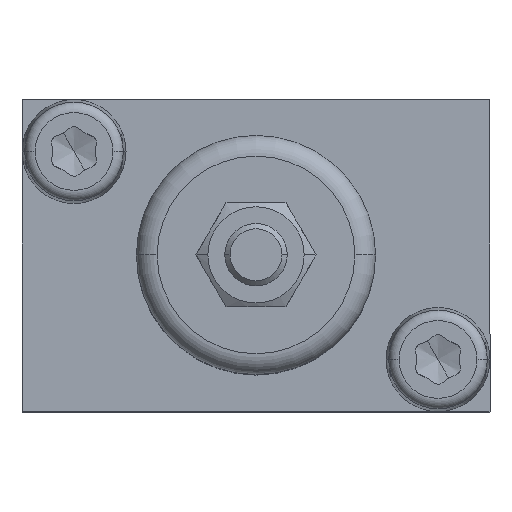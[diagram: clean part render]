
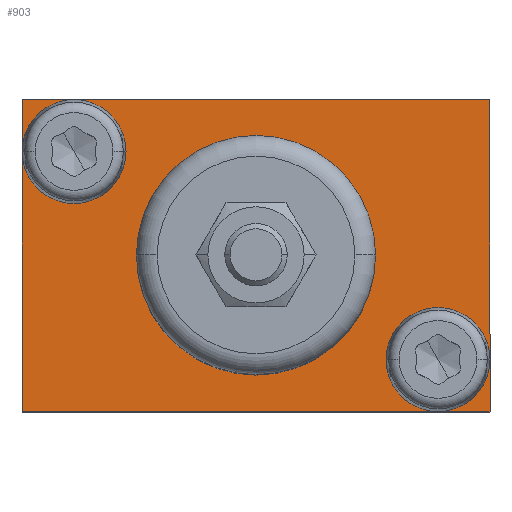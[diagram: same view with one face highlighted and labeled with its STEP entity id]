
A CAD part, top view. The second image highlights one B-rep face of the part: STEP entity #903.
In plain terms, the highlighted planar face has unit normal (0, 0, 1).
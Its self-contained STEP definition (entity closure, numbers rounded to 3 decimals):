
#190 = VECTOR ( 'NONE', #1768, 1000. ) ;
#191 = CIRCLE ( 'NONE', #1545, 11.5 ) ;
#195 = LINE ( 'NONE', #1801, #190 ) ;
#212 = VECTOR ( 'NONE', #2111, 1000. ) ;
#213 = CIRCLE ( 'NONE', #1555, 3.4 ) ;
#214 = VECTOR ( 'NONE', #2122, 1000. ) ;
#215 = LINE ( 'NONE', #2118, #212 ) ;
#216 = VECTOR ( 'NONE', #2393, 1000. ) ;
#218 = LINE ( 'NONE', #2391, #216 ) ;
#220 = LINE ( 'NONE', #2386, #214 ) ;
#222 = CIRCLE ( 'NONE', #1559, 3.4 ) ;
#237 = CIRCLE ( 'NONE', #1564, 3.4 ) ;
#245 = CIRCLE ( 'NONE', #1567, 11.5 ) ;
#247 = CIRCLE ( 'NONE', #1569, 3.4 ) ;
#343 = FACE_OUTER_BOUND ( 'NONE', #2841, .T. ) ;
#347 = FACE_BOUND ( 'NONE', #2859, .T. ) ;
#349 = FACE_BOUND ( 'NONE', #2857, .T. ) ;
#352 = FACE_BOUND ( 'NONE', #2858, .T. ) ;
#903 = ADVANCED_FACE ( 'NONE', ( #352, #343, #347, #349 ), #2596, .T. ) ;
#1248 = ORIENTED_EDGE ( 'NONE', *, *, #1617, .T. ) ;
#1250 = ORIENTED_EDGE ( 'NONE', *, *, #1576, .F. ) ;
#1254 = ORIENTED_EDGE ( 'NONE', *, *, #1462, .F. ) ;
#1275 = ORIENTED_EDGE ( 'NONE', *, *, #1507, .F. ) ;
#1284 = ORIENTED_EDGE ( 'NONE', *, *, #1574, .T. ) ;
#1287 = ORIENTED_EDGE ( 'NONE', *, *, #1558, .F. ) ;
#1288 = ORIENTED_EDGE ( 'NONE', *, *, #1565, .T. ) ;
#1289 = ORIENTED_EDGE ( 'NONE', *, *, #1573, .T. ) ;
#1327 = VERTEX_POINT ( 'NONE', #2336 ) ;
#1336 = VERTEX_POINT ( 'NONE', #2395 ) ;
#1337 = VERTEX_POINT ( 'NONE', #2394 ) ;
#1338 = VERTEX_POINT ( 'NONE', #2409 ) ;
#1342 = VERTEX_POINT ( 'NONE', #2403 ) ;
#1352 = VERTEX_POINT ( 'NONE', #2414 ) ;
#1353 = VERTEX_POINT ( 'NONE', #2415 ) ;
#1354 = VERTEX_POINT ( 'NONE', #2419 ) ;
#1356 = VERTEX_POINT ( 'NONE', #2433 ) ;
#1366 = VERTEX_POINT ( 'NONE', #2297 ) ;
#1370 = ORIENTED_EDGE ( 'NONE', *, *, #1622, .F. ) ;
#1462 = EDGE_CURVE ( 'NONE', #1366, #1352, #247, .T. ) ;
#1466 = EDGE_CURVE ( 'NONE', #1327, #1354, #245, .T. ) ;
#1507 = EDGE_CURVE ( 'NONE', #1338, #1356, #237, .T. ) ;
#1545 = AXIS2_PLACEMENT_3D ( 'NONE', #2368, #2427, #2417 ) ;
#1555 = AXIS2_PLACEMENT_3D ( 'NONE', #2097, #2461, #2459 ) ;
#1558 = EDGE_CURVE ( 'NONE', #1352, #1366, #222, .T. ) ;
#1559 = AXIS2_PLACEMENT_3D ( 'NONE', #1797, #2133, #2131 ) ;
#1564 = AXIS2_PLACEMENT_3D ( 'NONE', #1778, #1747, #1755 ) ;
#1565 = EDGE_CURVE ( 'NONE', #1353, #1342, #218, .T. ) ;
#1567 = AXIS2_PLACEMENT_3D ( 'NONE', #2301, #2311, #2372 ) ;
#1569 = AXIS2_PLACEMENT_3D ( 'NONE', #2094, #2463, #2467 ) ;
#1573 = EDGE_CURVE ( 'NONE', #1342, #1337, #220, .T. ) ;
#1574 = EDGE_CURVE ( 'NONE', #1337, #1336, #215, .T. ) ;
#1576 = EDGE_CURVE ( 'NONE', #1356, #1338, #213, .T. ) ;
#1617 = EDGE_CURVE ( 'NONE', #1336, #1353, #195, .T. ) ;
#1622 = EDGE_CURVE ( 'NONE', #1354, #1327, #191, .T. ) ;
#1654 = AXIS2_PLACEMENT_3D ( 'NONE', #2598, #2601, #2595 ) ;
#1747 = DIRECTION ( 'NONE',  ( 0., 0., 1. ) ) ;
#1755 = DIRECTION ( 'NONE',  ( 1., 0., 0. ) ) ;
#1768 = DIRECTION ( 'NONE',  ( 1., 0., 0. ) ) ;
#1778 = CARTESIAN_POINT ( 'NONE',  ( -17.5, 10., 6. ) ) ;
#1797 = CARTESIAN_POINT ( 'NONE',  ( 17.5, -10., 6. ) ) ;
#1801 = CARTESIAN_POINT ( 'NONE',  ( -22.5, -15., 6. ) ) ;
#2094 = CARTESIAN_POINT ( 'NONE',  ( 17.5, -10., 6. ) ) ;
#2097 = CARTESIAN_POINT ( 'NONE',  ( -17.5, 10., 6. ) ) ;
#2111 = DIRECTION ( 'NONE',  ( 0., -1., 0. ) ) ;
#2118 = CARTESIAN_POINT ( 'NONE',  ( -22.5, 15., 6. ) ) ;
#2122 = DIRECTION ( 'NONE',  ( -1., 0., 0. ) ) ;
#2131 = DIRECTION ( 'NONE',  ( 1., 0., 0. ) ) ;
#2133 = DIRECTION ( 'NONE',  ( 0., 0., 1. ) ) ;
#2297 = CARTESIAN_POINT ( 'NONE',  ( 14.1, -10., 6. ) ) ;
#2301 = CARTESIAN_POINT ( 'NONE',  ( 0., 0., 6. ) ) ;
#2311 = DIRECTION ( 'NONE',  ( 0., 0., 1. ) ) ;
#2336 = CARTESIAN_POINT ( 'NONE',  ( 11.5, 0., 6. ) ) ;
#2368 = CARTESIAN_POINT ( 'NONE',  ( 0., 0., 6. ) ) ;
#2372 = DIRECTION ( 'NONE',  ( 1., 0., 0. ) ) ;
#2386 = CARTESIAN_POINT ( 'NONE',  ( -22.5, 15., 6. ) ) ;
#2391 = CARTESIAN_POINT ( 'NONE',  ( 22.5, 15., 6. ) ) ;
#2393 = DIRECTION ( 'NONE',  ( 0., 1., 0. ) ) ;
#2394 = CARTESIAN_POINT ( 'NONE',  ( -22.5, 15., 6. ) ) ;
#2395 = CARTESIAN_POINT ( 'NONE',  ( -22.5, -15., 6. ) ) ;
#2403 = CARTESIAN_POINT ( 'NONE',  ( 22.5, 15., 6. ) ) ;
#2409 = CARTESIAN_POINT ( 'NONE',  ( -20.9, 10., 6. ) ) ;
#2414 = CARTESIAN_POINT ( 'NONE',  ( 20.9, -10., 6. ) ) ;
#2415 = CARTESIAN_POINT ( 'NONE',  ( 22.5, -15., 6. ) ) ;
#2417 = DIRECTION ( 'NONE',  ( 1., 0., 0. ) ) ;
#2419 = CARTESIAN_POINT ( 'NONE',  ( -11.5, 0., 6. ) ) ;
#2427 = DIRECTION ( 'NONE',  ( 0., 0., 1. ) ) ;
#2433 = CARTESIAN_POINT ( 'NONE',  ( -14.1, 10., 6. ) ) ;
#2459 = DIRECTION ( 'NONE',  ( 1., 0., 0. ) ) ;
#2461 = DIRECTION ( 'NONE',  ( 0., 0., 1. ) ) ;
#2463 = DIRECTION ( 'NONE',  ( 0., 0., 1. ) ) ;
#2467 = DIRECTION ( 'NONE',  ( 1., 0., 0. ) ) ;
#2595 = DIRECTION ( 'NONE',  ( 1., 0., 0. ) ) ;
#2596 = PLANE ( 'NONE',  #1654 ) ;
#2598 = CARTESIAN_POINT ( 'NONE',  ( 0., 0., 6. ) ) ;
#2601 = DIRECTION ( 'NONE',  ( 0., 0., 1. ) ) ;
#2841 = EDGE_LOOP ( 'NONE', ( #1288, #1289, #1284, #1248 ) ) ;
#2857 = EDGE_LOOP ( 'NONE', ( #1370, #3045 ) ) ;
#2858 = EDGE_LOOP ( 'NONE', ( #1254, #1287 ) ) ;
#2859 = EDGE_LOOP ( 'NONE', ( #1275, #1250 ) ) ;
#3045 = ORIENTED_EDGE ( 'NONE', *, *, #1466, .F. ) ;
